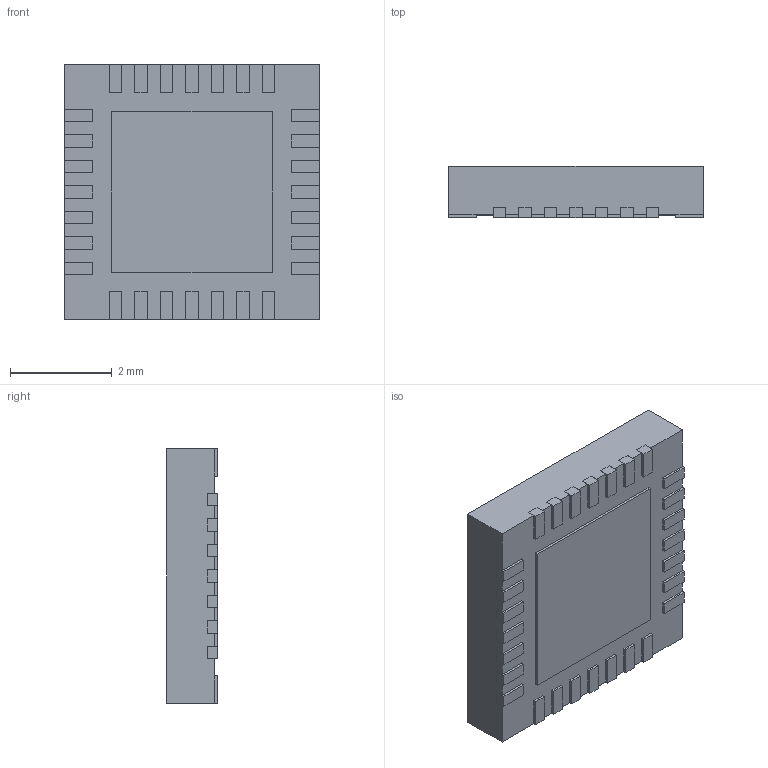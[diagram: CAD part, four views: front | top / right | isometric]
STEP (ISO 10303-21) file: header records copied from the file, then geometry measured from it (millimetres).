
FILE_DESCRIPTION (( 'STEP AP214' ), '1' );
FILE_NAME ('CC2520RHDR.STEP', '2020-12-18T09:01:09', ( '' ), ( '' ), 'SwSTEP 2.0', 'SolidWorks 2018', '' );
FILE_SCHEMA (( 'AUTOMOTIVE_DESIGN' ));
Length unit declared in the file: millimetre
Products named in the file (1): CC2520RHDR
Bounding box: 5 x 1 x 5 mm (x, y, z)
Volume: 24.4 mm3; surface area: 114.1 mm2
Topology: 30 solids, 30 shells, 297 faces, 708 edges, 472 vertices
Faces by surface type: plane 297
Entity records: 8697 total; most frequent: CARTESIAN_POINT 1478, ORIENTED_EDGE 1416, DIRECTION 1304, VECTOR 708, EDGE_CURVE 708, LINE 708, VERTEX_POINT 472, AXIS2_PLACEMENT_3D 298
